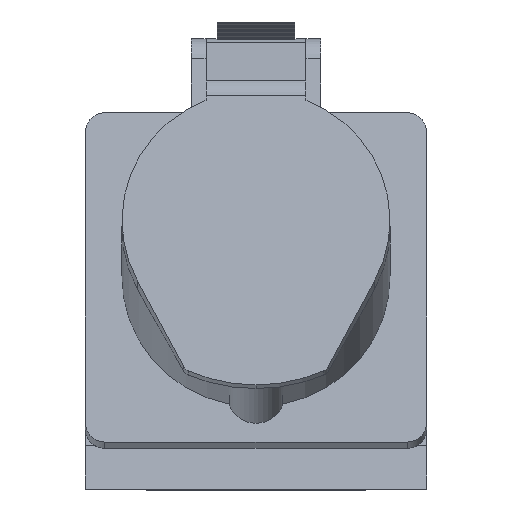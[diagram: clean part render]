
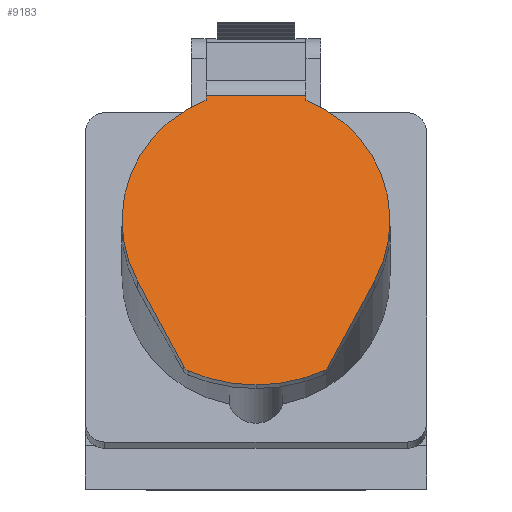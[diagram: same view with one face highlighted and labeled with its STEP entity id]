
A CAD part, top view. The second image highlights one B-rep face of the part: STEP entity #9183.
In plain terms, the highlighted planar face has unit normal (0, 0.259, 0.966).
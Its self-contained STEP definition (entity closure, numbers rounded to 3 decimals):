
#13 = ORIENTED_EDGE ( 'NONE', *, *, #5030, .T. ) ;
#18 = ORIENTED_EDGE ( 'NONE', *, *, #4575, .T. ) ;
#159 = CARTESIAN_POINT ( 'NONE',  ( 10.25, 79.782, 115.886 ) ) ;
#444 = AXIS2_PLACEMENT_3D ( 'NONE', #15823, #6330, #17378 ) ;
#650 = DIRECTION ( 'NONE',  ( 0., 0.259, 0.966 ) ) ;
#852 = DIRECTION ( 'NONE',  ( 0., -0.966, 0.259 ) ) ;
#1166 = CARTESIAN_POINT ( 'NONE',  ( -10.25, 80.675, 115.647 ) ) ;
#1367 = CARTESIAN_POINT ( 'NONE',  ( 13.039, 25.985, 130.301 ) ) ;
#1428 = VERTEX_POINT ( 'NONE', #18253 ) ;
#1591 = AXIS2_PLACEMENT_3D ( 'NONE', #1367, #12249, #2896 ) ;
#1692 = DIRECTION ( 'NONE',  ( 0.462, 0.857, -0.23 ) ) ;
#1839 = VERTEX_POINT ( 'NONE', #4902 ) ;
#2178 = CIRCLE ( 'NONE', #12909, 27.5 ) ;
#2266 = EDGE_CURVE ( 'NONE', #9551, #7025, #2876, .T. ) ;
#2418 = EDGE_CURVE ( 'NONE', #12444, #3937, #2178, .T. ) ;
#2536 = CARTESIAN_POINT ( 'NONE',  ( -14.813, 25.093, 130.54 ) ) ;
#2625 = DIRECTION ( 'NONE',  ( 0.462, -0.857, 0.23 ) ) ;
#2876 = CIRCLE ( 'NONE', #15078, 27.5 ) ;
#2896 = DIRECTION ( 'NONE',  ( 0., -0.966, 0.259 ) ) ;
#3220 = CARTESIAN_POINT ( 'NONE',  ( 10.25, 81.697, 115.373 ) ) ;
#3601 = ORIENTED_EDGE ( 'NONE', *, *, #12786, .T. ) ;
#3722 = CARTESIAN_POINT ( 'NONE',  ( 0., 55.134, 122.491 ) ) ;
#3937 = VERTEX_POINT ( 'NONE', #8222 ) ;
#4258 = CARTESIAN_POINT ( 'NONE',  ( -10.25, 80.675, 115.647 ) ) ;
#4575 = EDGE_CURVE ( 'NONE', #15066, #18605, #14542, .T. ) ;
#4779 = EDGE_CURVE ( 'NONE', #1428, #19642, #13307, .T. ) ;
#4902 = CARTESIAN_POINT ( 'NONE',  ( 10.25, 80.675, 115.647 ) ) ;
#4941 = EDGE_CURVE ( 'NONE', #19642, #5253, #12322, .T. ) ;
#5030 = EDGE_CURVE ( 'NONE', #5253, #9551, #11775, .T. ) ;
#5085 = EDGE_CURVE ( 'NONE', #1839, #7025, #11540, .T. ) ;
#5253 = VERTEX_POINT ( 'NONE', #8612 ) ;
#5274 = DIRECTION ( 'NONE',  ( 0., -0.966, 0.259 ) ) ;
#5312 = EDGE_CURVE ( 'NONE', #1839, #11665, #10320, .T. ) ;
#5341 = EDGE_CURVE ( 'NONE', #11665, #12444, #10258, .T. ) ;
#5773 = ORIENTED_EDGE ( 'NONE', *, *, #4941, .T. ) ;
#6079 = CARTESIAN_POINT ( 'NONE',  ( -13.039, 25.985, 130.301 ) ) ;
#6330 = DIRECTION ( 'NONE',  ( 0., 0.259, 0.966 ) ) ;
#6346 = CIRCLE ( 'NONE', #444, 33.524 ) ;
#6521 = ORIENTED_EDGE ( 'NONE', *, *, #5312, .T. ) ;
#6679 = CARTESIAN_POINT ( 'NONE',  ( 0., 34.316, 128.069 ) ) ;
#7025 = VERTEX_POINT ( 'NONE', #159 ) ;
#7603 = DIRECTION ( 'NONE',  ( 0., -0.966, 0.259 ) ) ;
#7726 = LINE ( 'NONE', #19737, #11507 ) ;
#7834 = CARTESIAN_POINT ( 'NONE',  ( -13.866, 24.226, 130.772 ) ) ;
#7891 = DIRECTION ( 'NONE',  ( 0., -0.966, 0.259 ) ) ;
#8013 = EDGE_LOOP ( 'NONE', ( #3601, #18, #12800, #9199, #5773, #13, #15356, #11772, #6521, #10492, #17755 ) ) ;
#8222 = CARTESIAN_POINT ( 'NONE',  ( -24.393, 42.868, 125.777 ) ) ;
#8612 = CARTESIAN_POINT ( 'NONE',  ( 14.813, 25.093, 130.54 ) ) ;
#9109 = DIRECTION ( 'NONE',  ( 0., 0.259, 0.966 ) ) ;
#9145 = AXIS2_PLACEMENT_3D ( 'NONE', #6079, #17131, #7603 ) ;
#9183 = ADVANCED_FACE ( 'NONE', ( #20151 ), #16230, .T. ) ;
#9199 = ORIENTED_EDGE ( 'NONE', *, *, #4779, .T. ) ;
#9551 = VERTEX_POINT ( 'NONE', #17418 ) ;
#9561 = AXIS2_PLACEMENT_3D ( 'NONE', #19500, #10110, #852 ) ;
#9704 = AXIS2_PLACEMENT_3D ( 'NONE', #6679, #650, #11511 ) ;
#10110 = DIRECTION ( 'NONE',  ( 0., 0.259, 0.966 ) ) ;
#10258 = LINE ( 'NONE', #10500, #10343 ) ;
#10303 = VECTOR ( 'NONE', #13668, 1000. ) ;
#10320 = LINE ( 'NONE', #1166, #10303 ) ;
#10343 = VECTOR ( 'NONE', #7891, 1000. ) ;
#10492 = ORIENTED_EDGE ( 'NONE', *, *, #5341, .T. ) ;
#10500 = CARTESIAN_POINT ( 'NONE',  ( -10.25, 81.697, 115.373 ) ) ;
#10984 = CARTESIAN_POINT ( 'NONE',  ( 14.5, 24.512, 130.696 ) ) ;
#11494 = VECTOR ( 'NONE', #12658, 1000. ) ;
#11507 = VECTOR ( 'NONE', #2625, 1000. ) ;
#11511 = DIRECTION ( 'NONE',  ( 0., -0.966, 0.259 ) ) ;
#11540 = LINE ( 'NONE', #3220, #11494 ) ;
#11665 = VERTEX_POINT ( 'NONE', #4258 ) ;
#11772 = ORIENTED_EDGE ( 'NONE', *, *, #5085, .F. ) ;
#11775 = LINE ( 'NONE', #10984, #12046 ) ;
#11905 = EDGE_CURVE ( 'NONE', #18605, #1428, #6346, .T. ) ;
#12046 = VECTOR ( 'NONE', #1692, 1000. ) ;
#12249 = DIRECTION ( 'NONE',  ( 0., 0.259, 0.966 ) ) ;
#12322 = CIRCLE ( 'NONE', #1591, 2. ) ;
#12444 = VERTEX_POINT ( 'NONE', #17832 ) ;
#12658 = DIRECTION ( 'NONE',  ( 0., -0.966, 0.259 ) ) ;
#12786 = EDGE_CURVE ( 'NONE', #3937, #15066, #7726, .T. ) ;
#12800 = ORIENTED_EDGE ( 'NONE', *, *, #11905, .T. ) ;
#12909 = AXIS2_PLACEMENT_3D ( 'NONE', #18573, #9109, #20088 ) ;
#13307 = CIRCLE ( 'NONE', #9561, 33.524 ) ;
#13668 = DIRECTION ( 'NONE',  ( -1., 0., 0. ) ) ;
#14542 = CIRCLE ( 'NONE', #9145, 2. ) ;
#14737 = DIRECTION ( 'NONE',  ( 0., 0.259, 0.966 ) ) ;
#15066 = VERTEX_POINT ( 'NONE', #2536 ) ;
#15078 = AXIS2_PLACEMENT_3D ( 'NONE', #3722, #14737, #5274 ) ;
#15356 = ORIENTED_EDGE ( 'NONE', *, *, #2266, .T. ) ;
#15823 = CARTESIAN_POINT ( 'NONE',  ( 0., 53.708, 122.873 ) ) ;
#16230 = PLANE ( 'NONE',  #9704 ) ;
#17131 = DIRECTION ( 'NONE',  ( 0., 0.259, 0.966 ) ) ;
#17378 = DIRECTION ( 'NONE',  ( 0., -0.966, 0.259 ) ) ;
#17418 = CARTESIAN_POINT ( 'NONE',  ( 24.393, 42.868, 125.777 ) ) ;
#17673 = CARTESIAN_POINT ( 'NONE',  ( 13.866, 24.226, 130.772 ) ) ;
#17755 = ORIENTED_EDGE ( 'NONE', *, *, #2418, .T. ) ;
#17832 = CARTESIAN_POINT ( 'NONE',  ( -10.25, 79.782, 115.886 ) ) ;
#18253 = CARTESIAN_POINT ( 'NONE',  ( 0., 21.326, 131.549 ) ) ;
#18573 = CARTESIAN_POINT ( 'NONE',  ( 0., 55.134, 122.491 ) ) ;
#18605 = VERTEX_POINT ( 'NONE', #7834 ) ;
#19500 = CARTESIAN_POINT ( 'NONE',  ( 0., 53.708, 122.873 ) ) ;
#19642 = VERTEX_POINT ( 'NONE', #17673 ) ;
#19737 = CARTESIAN_POINT ( 'NONE',  ( -24.393, 42.868, 125.777 ) ) ;
#20088 = DIRECTION ( 'NONE',  ( 0., -0.966, 0.259 ) ) ;
#20151 = FACE_OUTER_BOUND ( 'NONE', #8013, .T. ) ;
